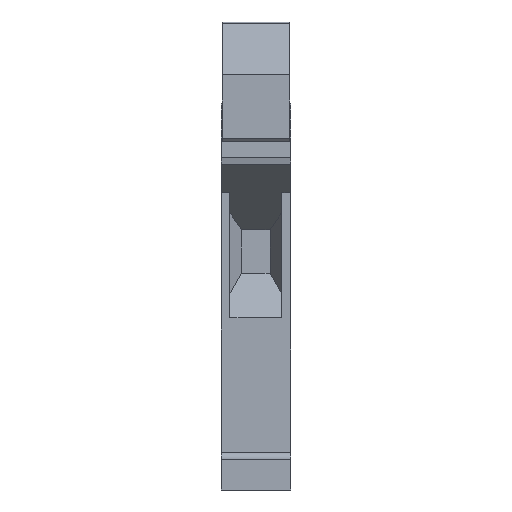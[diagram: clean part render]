
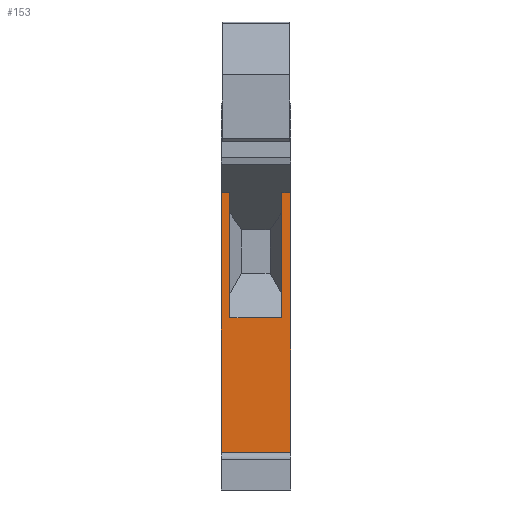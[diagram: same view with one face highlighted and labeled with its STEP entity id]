
A CAD part, front view. The second image highlights one B-rep face of the part: STEP entity #153.
In plain terms, the highlighted planar face has unit normal (0, -1, 0).
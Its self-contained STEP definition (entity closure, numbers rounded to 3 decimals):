
#153=ADVANCED_FACE('',(#397),#398,.T.);
#397=FACE_OUTER_BOUND('',#729,.T.);
#398=PLANE('',#730);
#729=EDGE_LOOP('',(#1575,#1576,#1577,#1578,#1579,#1580,#1581,#1582,#1583,#1584));
#730=AXIS2_PLACEMENT_3D('',#1585,#1586,#1587);
#1575=ORIENTED_EDGE('',*,*,#2637,.F.);
#1576=ORIENTED_EDGE('',*,*,#2638,.F.);
#1577=ORIENTED_EDGE('',*,*,#2494,.T.);
#1578=ORIENTED_EDGE('',*,*,#2612,.F.);
#1579=ORIENTED_EDGE('',*,*,#2639,.F.);
#1580=ORIENTED_EDGE('',*,*,#2640,.F.);
#1581=ORIENTED_EDGE('',*,*,#2443,.T.);
#1582=ORIENTED_EDGE('',*,*,#2641,.F.);
#1583=ORIENTED_EDGE('',*,*,#2642,.F.);
#1584=ORIENTED_EDGE('',*,*,#2643,.F.);
#1585=CARTESIAN_POINT('',(0.0,4.5,20.45));
#1586=DIRECTION('',(0.0,-1.0,0.0));
#1587=DIRECTION('',(1.0,0.0,0.0));
#2443=EDGE_CURVE('',#3023,#3021,#3024,.T.);
#2494=EDGE_CURVE('',#3113,#3114,#3115,.T.);
#2612=EDGE_CURVE('',#3308,#3114,#3309,.T.);
#2637=EDGE_CURVE('',#3344,#3345,#3346,.T.);
#2638=EDGE_CURVE('',#3113,#3344,#3347,.T.);
#2639=EDGE_CURVE('',#3348,#3308,#3349,.T.);
#2640=EDGE_CURVE('',#3023,#3348,#3350,.T.);
#2641=EDGE_CURVE('',#3351,#3021,#3352,.T.);
#2642=EDGE_CURVE('',#3353,#3351,#3354,.T.);
#2643=EDGE_CURVE('',#3345,#3353,#3355,.T.);
#3021=VERTEX_POINT('',#3874);
#3023=VERTEX_POINT('',#3876);
#3024=LINE('',#3877,#3878);
#3113=VERTEX_POINT('',#4014);
#3114=VERTEX_POINT('',#4015);
#3115=LINE('',#4016,#4017);
#3308=VERTEX_POINT('',#4311);
#3309=LINE('',#4312,#4313);
#3344=VERTEX_POINT('',#4371);
#3345=VERTEX_POINT('',#4372);
#3346=LINE('',#4373,#4374);
#3347=LINE('',#4375,#4376);
#3348=VERTEX_POINT('',#4377);
#3349=LINE('',#4378,#4379);
#3350=LINE('',#4380,#4381);
#3351=VERTEX_POINT('',#4382);
#3352=LINE('',#4383,#4384);
#3353=VERTEX_POINT('',#4385);
#3354=LINE('',#4386,#4387);
#3355=LINE('',#4388,#4389);
#3874=CARTESIAN_POINT('',(0.0,4.5,3.987));
#3876=CARTESIAN_POINT('',(0.0,4.5,35.305));
#3877=CARTESIAN_POINT('',(0.0,4.5,-347.405));
#3878=VECTOR('',#4902,1.0);
#4014=CARTESIAN_POINT('',(7.15,4.5,35.305));
#4015=CARTESIAN_POINT('',(7.15,4.5,20.45));
#4016=CARTESIAN_POINT('',(7.15,4.5,-347.405));
#4017=VECTOR('',#4959,1.0);
#4311=CARTESIAN_POINT('',(1.0,4.5,20.45));
#4312=CARTESIAN_POINT('',(0.0,4.5,20.45));
#4313=VECTOR('',#5109,1.0);
#4371=CARTESIAN_POINT('',(8.2,4.5,35.305));
#4372=CARTESIAN_POINT('',(8.2,4.5,1.5));
#4373=CARTESIAN_POINT('',(8.2,4.5,-347.405));
#4374=VECTOR('',#5136,1.0);
#4375=CARTESIAN_POINT('',(0.0,4.5,35.305));
#4376=VECTOR('',#5137,1.0);
#4377=CARTESIAN_POINT('',(1.0,4.5,35.305));
#4378=CARTESIAN_POINT('',(1.0,4.5,-347.405));
#4379=VECTOR('',#5138,1.0);
#4380=CARTESIAN_POINT('',(0.0,4.5,35.305));
#4381=VECTOR('',#5139,1.0);
#4382=CARTESIAN_POINT('',(1.,4.5,3.987));
#4383=CARTESIAN_POINT('',(8.2,4.5,3.987));
#4384=VECTOR('',#5140,1.0);
#4385=CARTESIAN_POINT('',(1.,4.5,1.5));
#4386=CARTESIAN_POINT('',(1.,4.5,-77.307));
#4387=VECTOR('',#5141,1.0);
#4388=CARTESIAN_POINT('',(0.0,4.5,1.5));
#4389=VECTOR('',#5142,1.0);
#4902=DIRECTION('',(0.0,0.0,-1.0));
#4959=DIRECTION('',(0.0,0.0,-1.0));
#5109=DIRECTION('',(1.0,0.0,0.0));
#5136=DIRECTION('',(0.0,0.0,-1.0));
#5137=DIRECTION('',(1.0,0.0,0.0));
#5138=DIRECTION('',(0.0,0.0,-1.0));
#5139=DIRECTION('',(1.0,0.0,0.0));
#5140=DIRECTION('',(-1.0,0.0,0.0));
#5141=DIRECTION('',(0.0,0.0,1.0));
#5142=DIRECTION('',(-1.0,0.0,0.0));
